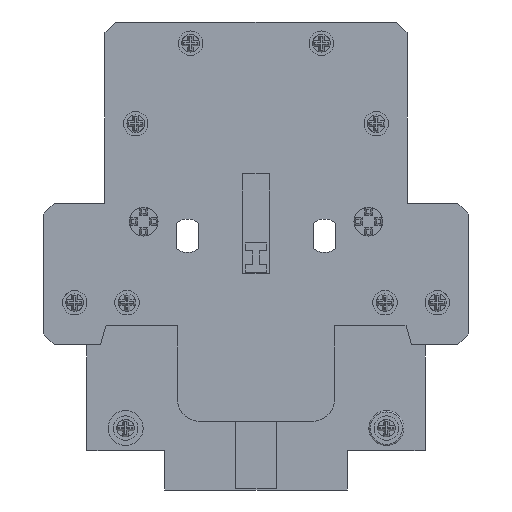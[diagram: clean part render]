
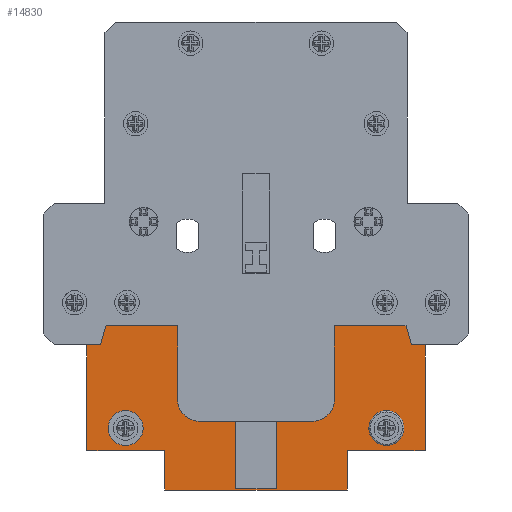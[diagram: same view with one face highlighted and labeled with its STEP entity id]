
A CAD part, left-side view. The second image highlights one B-rep face of the part: STEP entity #14830.
In plain terms, the highlighted face is planar.
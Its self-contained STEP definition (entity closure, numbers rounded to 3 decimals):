
#562=DIRECTION('',(0.,-1.,0.));
#563=VECTOR('',#562,2.5);
#564=CARTESIAN_POINT('',(0.08,41.8,-47.58));
#565=LINE('',#564,#563);
#1971=DIRECTION('',(0.,-1.,0.));
#1972=VECTOR('',#1971,2.5);
#1973=CARTESIAN_POINT('',(0.08,-17.7,-47.58));
#1974=LINE('',#1973,#1972);
#2202=DIRECTION('',(0.,-1.,0.));
#2203=VECTOR('',#2202,13.125);
#2204=CARTESIAN_POINT('',(0.08,-3.575,-44.08));
#2205=LINE('',#2204,#2203);
#2216=DIRECTION('',(0.,0.,1.));
#2217=VECTOR('',#2216,13.5);
#2218=CARTESIAN_POINT('',(0.08,-3.575,-57.58));
#2219=LINE('',#2218,#2217);
#2251=DIRECTION('',(0.,-1.,0.));
#2252=VECTOR('',#2251,6.645);
#2253=CARTESIAN_POINT('',(0.08,7.07,-61.58));
#2254=LINE('',#2253,#2252);
#2258=DIRECTION('',(0.,-1.,0.));
#2259=VECTOR('',#2258,6.645);
#2260=CARTESIAN_POINT('',(0.08,21.175,-61.58));
#2261=LINE('',#2260,#2259);
#2286=DIRECTION('',(0.,1.,0.));
#2287=VECTOR('',#2286,7.46);
#2288=CARTESIAN_POINT('',(0.08,7.07,-73.93));
#2289=LINE('',#2288,#2287);
#2293=DIRECTION('',(0.,0.,1.));
#2294=VECTOR('',#2293,12.35);
#2295=CARTESIAN_POINT('',(0.08,14.53,-73.93));
#2296=LINE('',#2295,#2294);
#2300=CARTESIAN_POINT('',(0.08,21.175,-57.58));
#2301=DIRECTION('',(1.,0.,0.));
#2302=DIRECTION('',(0.,0.,-1.));
#2303=AXIS2_PLACEMENT_3D('',#2300,#2301,#2302);
#2308=DIRECTION('',(0.,0.275,-0.962));
#2309=VECTOR('',#2308,3.64);
#2310=CARTESIAN_POINT('',(0.08,38.3,-44.08));
#2311=LINE('',#2310,#2309);
#2315=DIRECTION('',(0.,0.275,0.962));
#2316=VECTOR('',#2315,3.64);
#2317=CARTESIAN_POINT('',(0.08,-17.7,-47.58));
#2318=LINE('',#2317,#2316);
#2322=CARTESIAN_POINT('',(0.08,0.425,-57.58));
#2323=DIRECTION('',(1.,0.,0.));
#2324=DIRECTION('',(0.,-1.,0.));
#2325=AXIS2_PLACEMENT_3D('',#2322,#2323,#2324);
#2330=DIRECTION('',(0.,0.,-1.));
#2331=VECTOR('',#2330,12.35);
#2332=CARTESIAN_POINT('',(0.08,7.07,-61.58));
#2333=LINE('',#2332,#2331);
#2337=CARTESIAN_POINT('',(0.08,34.71,-62.84));
#2338=DIRECTION('',(1.,0.,0.));
#2339=DIRECTION('',(0.,-1.,0.));
#2340=AXIS2_PLACEMENT_3D('',#2337,#2338,#2339);
#2345=CARTESIAN_POINT('',(0.08,34.71,-62.84));
#2346=DIRECTION('',(1.,0.,0.));
#2347=DIRECTION('',(0.,1.,0.));
#2348=AXIS2_PLACEMENT_3D('',#2345,#2346,#2347);
#2353=CARTESIAN_POINT('',(0.08,-13.11,-62.84));
#2354=DIRECTION('',(1.,0.,0.));
#2355=DIRECTION('',(0.,-1.,0.));
#2356=AXIS2_PLACEMENT_3D('',#2353,#2354,#2355);
#2361=CARTESIAN_POINT('',(0.08,-13.11,-62.84));
#2362=DIRECTION('',(1.,0.,0.));
#2363=DIRECTION('',(0.,1.,0.));
#2364=AXIS2_PLACEMENT_3D('',#2361,#2362,#2363);
#2411=DIRECTION('',(0.,0.,-1.));
#2412=VECTOR('',#2411,13.5);
#2413=CARTESIAN_POINT('',(0.08,25.175,-44.08));
#2414=LINE('',#2413,#2412);
#2418=DIRECTION('',(0.,-1.,0.));
#2419=VECTOR('',#2418,13.125);
#2420=CARTESIAN_POINT('',(0.08,38.3,-44.08));
#2421=LINE('',#2420,#2419);
#2446=DIRECTION('',(0.,0.,1.));
#2447=VECTOR('',#2446,19.4);
#2448=CARTESIAN_POINT('',(0.08,41.8,-66.98));
#2449=LINE('',#2448,#2447);
#2802=DIRECTION('',(0.,0.,-1.));
#2803=VECTOR('',#2802,19.4);
#2804=CARTESIAN_POINT('',(0.08,-20.2,-47.58));
#2805=LINE('',#2804,#2803);
#2816=DIRECTION('',(0.,1.,0.));
#2817=VECTOR('',#2816,14.238);
#2818=CARTESIAN_POINT('',(0.08,-20.2,-66.98));
#2819=LINE('',#2818,#2817);
#2830=DIRECTION('',(0.,0.,-1.));
#2831=VECTOR('',#2830,7.2);
#2832=CARTESIAN_POINT('',(0.08,-5.962,-66.98));
#2833=LINE('',#2832,#2831);
#2844=DIRECTION('',(0.,1.,0.));
#2845=VECTOR('',#2844,33.523);
#2846=CARTESIAN_POINT('',(0.08,-5.962,-74.18));
#2847=LINE('',#2846,#2845);
#2858=DIRECTION('',(0.,0.,1.));
#2859=VECTOR('',#2858,7.2);
#2860=CARTESIAN_POINT('',(0.08,27.562,-74.18));
#2861=LINE('',#2860,#2859);
#2872=DIRECTION('',(0.,1.,0.));
#2873=VECTOR('',#2872,14.238);
#2874=CARTESIAN_POINT('',(0.08,27.562,-66.98));
#2875=LINE('',#2874,#2873);
#11105=CARTESIAN_POINT('',(0.08,31.5,-62.84));
#11106=VERTEX_POINT('',#11105);
#11107=CARTESIAN_POINT('',(0.08,37.92,-62.84));
#11108=VERTEX_POINT('',#11107);
#11109=CARTESIAN_POINT('',(0.08,7.07,-73.93));
#11110=CARTESIAN_POINT('',(0.08,14.53,-73.93));
#11111=VERTEX_POINT('',#11109);
#11112=VERTEX_POINT('',#11110);
#11113=CARTESIAN_POINT('',(0.08,14.53,-61.58));
#11114=VERTEX_POINT('',#11113);
#11115=CARTESIAN_POINT('',(0.08,21.175,-61.58));
#11116=VERTEX_POINT('',#11115);
#11117=CARTESIAN_POINT('',(0.08,25.175,-57.58));
#11118=VERTEX_POINT('',#11117);
#11119=CARTESIAN_POINT('',(0.08,25.175,-44.08));
#11120=VERTEX_POINT('',#11119);
#11121=CARTESIAN_POINT('',(0.08,38.3,-44.08));
#11122=VERTEX_POINT('',#11121);
#11123=CARTESIAN_POINT('',(0.08,39.3,-47.58));
#11124=VERTEX_POINT('',#11123);
#11125=CARTESIAN_POINT('',(0.08,41.8,-47.58));
#11126=VERTEX_POINT('',#11125);
#11127=CARTESIAN_POINT('',(0.08,41.8,-66.98));
#11128=VERTEX_POINT('',#11127);
#11129=CARTESIAN_POINT('',(0.08,27.562,-66.98));
#11130=VERTEX_POINT('',#11129);
#11131=CARTESIAN_POINT('',(0.08,27.562,-74.18));
#11132=VERTEX_POINT('',#11131);
#11133=CARTESIAN_POINT('',(0.08,-5.962,-74.18));
#11134=VERTEX_POINT('',#11133);
#11135=CARTESIAN_POINT('',(0.08,-5.962,-66.98));
#11136=VERTEX_POINT('',#11135);
#11137=CARTESIAN_POINT('',(0.08,-20.2,-66.98));
#11138=VERTEX_POINT('',#11137);
#11139=CARTESIAN_POINT('',(0.08,-20.2,-47.58));
#11140=VERTEX_POINT('',#11139);
#11141=CARTESIAN_POINT('',(0.08,-17.7,-47.58));
#11142=VERTEX_POINT('',#11141);
#11143=CARTESIAN_POINT('',(0.08,-16.7,-44.08));
#11144=VERTEX_POINT('',#11143);
#11145=CARTESIAN_POINT('',(0.08,-3.575,-44.08));
#11146=VERTEX_POINT('',#11145);
#11147=CARTESIAN_POINT('',(0.08,-3.575,-57.58));
#11148=VERTEX_POINT('',#11147);
#11149=CARTESIAN_POINT('',(0.08,0.425,-61.58));
#11150=VERTEX_POINT('',#11149);
#11151=CARTESIAN_POINT('',(0.08,7.07,-61.58));
#11152=VERTEX_POINT('',#11151);
#11153=CARTESIAN_POINT('',(0.08,-16.32,-62.84));
#11154=CARTESIAN_POINT('',(0.08,-9.9,-62.84));
#11155=VERTEX_POINT('',#11153);
#11156=VERTEX_POINT('',#11154);
#14776=CARTESIAN_POINT('',(0.08,0.425,-57.58));
#14777=DIRECTION('',(1.,0.,0.));
#14778=DIRECTION('',(0.,1.,0.));
#14779=AXIS2_PLACEMENT_3D('',#14776,#14777,#14778);
#14780=PLANE('',#14779);
#14782=ORIENTED_EDGE('',*,*,#14781,.T.);
#14784=ORIENTED_EDGE('',*,*,#14783,.T.);
#14785=ORIENTED_EDGE('',*,*,#14738,.F.);
#14787=ORIENTED_EDGE('',*,*,#14786,.T.);
#14789=ORIENTED_EDGE('',*,*,#14788,.F.);
#14791=ORIENTED_EDGE('',*,*,#14790,.F.);
#14793=ORIENTED_EDGE('',*,*,#14792,.T.);
#14794=ORIENTED_EDGE('',*,*,#13166,.F.);
#14796=ORIENTED_EDGE('',*,*,#14795,.F.);
#14798=ORIENTED_EDGE('',*,*,#14797,.F.);
#14800=ORIENTED_EDGE('',*,*,#14799,.F.);
#14802=ORIENTED_EDGE('',*,*,#14801,.F.);
#14804=ORIENTED_EDGE('',*,*,#14803,.F.);
#14806=ORIENTED_EDGE('',*,*,#14805,.F.);
#14808=ORIENTED_EDGE('',*,*,#14807,.F.);
#14809=ORIENTED_EDGE('',*,*,#14346,.F.);
#14810=ORIENTED_EDGE('',*,*,#14649,.T.);
#14811=ORIENTED_EDGE('',*,*,#14670,.F.);
#14812=ORIENTED_EDGE('',*,*,#14691,.F.);
#14813=ORIENTED_EDGE('',*,*,#14712,.T.);
#14814=ORIENTED_EDGE('',*,*,#14732,.F.);
#14815=ORIENTED_EDGE('',*,*,#14759,.T.);
#14816=EDGE_LOOP('',(#14782,#14784,#14785,#14787,#14789,#14791,#14793,#14794,
#14796,#14798,#14800,#14802,#14804,#14806,#14808,#14809,#14810,#14811,#14812,
#14813,#14814,#14815));
#14817=FACE_OUTER_BOUND('',#14816,.F.);
#14819=ORIENTED_EDGE('',*,*,#14818,.T.);
#14821=ORIENTED_EDGE('',*,*,#14820,.T.);
#14822=EDGE_LOOP('',(#14819,#14821));
#14823=FACE_BOUND('',#14822,.F.);
#14825=ORIENTED_EDGE('',*,*,#14824,.T.);
#14827=ORIENTED_EDGE('',*,*,#14826,.T.);
#14828=EDGE_LOOP('',(#14825,#14827));
#14829=FACE_BOUND('',#14828,.F.);
#2304=CIRCLE('',#2303,4.);
#2326=CIRCLE('',#2325,4.);
#2341=CIRCLE('',#2340,3.21);
#2349=CIRCLE('',#2348,3.21);
#2357=CIRCLE('',#2356,3.21);
#2365=CIRCLE('',#2364,3.21);
#13166=EDGE_CURVE('',#11126,#11124,#565,.T.);
#14346=EDGE_CURVE('',#11142,#11140,#1974,.T.);
#14649=EDGE_CURVE('',#11142,#11144,#2318,.T.);
#14670=EDGE_CURVE('',#11146,#11144,#2205,.T.);
#14691=EDGE_CURVE('',#11148,#11146,#2219,.T.);
#14712=EDGE_CURVE('',#11148,#11150,#2326,.T.);
#14732=EDGE_CURVE('',#11152,#11150,#2254,.T.);
#14738=EDGE_CURVE('',#11116,#11114,#2261,.T.);
#14759=EDGE_CURVE('',#11152,#11111,#2333,.T.);
#14781=EDGE_CURVE('',#11111,#11112,#2289,.T.);
#14783=EDGE_CURVE('',#11112,#11114,#2296,.T.);
#14786=EDGE_CURVE('',#11116,#11118,#2304,.T.);
#14788=EDGE_CURVE('',#11120,#11118,#2414,.T.);
#14790=EDGE_CURVE('',#11122,#11120,#2421,.T.);
#14792=EDGE_CURVE('',#11122,#11124,#2311,.T.);
#14795=EDGE_CURVE('',#11128,#11126,#2449,.T.);
#14797=EDGE_CURVE('',#11130,#11128,#2875,.T.);
#14799=EDGE_CURVE('',#11132,#11130,#2861,.T.);
#14801=EDGE_CURVE('',#11134,#11132,#2847,.T.);
#14803=EDGE_CURVE('',#11136,#11134,#2833,.T.);
#14805=EDGE_CURVE('',#11138,#11136,#2819,.T.);
#14807=EDGE_CURVE('',#11140,#11138,#2805,.T.);
#14818=EDGE_CURVE('',#11106,#11108,#2341,.T.);
#14820=EDGE_CURVE('',#11108,#11106,#2349,.T.);
#14824=EDGE_CURVE('',#11155,#11156,#2357,.T.);
#14826=EDGE_CURVE('',#11156,#11155,#2365,.T.);
#14830=ADVANCED_FACE('',(#14817,#14823,#14829),#14780,.T.);
